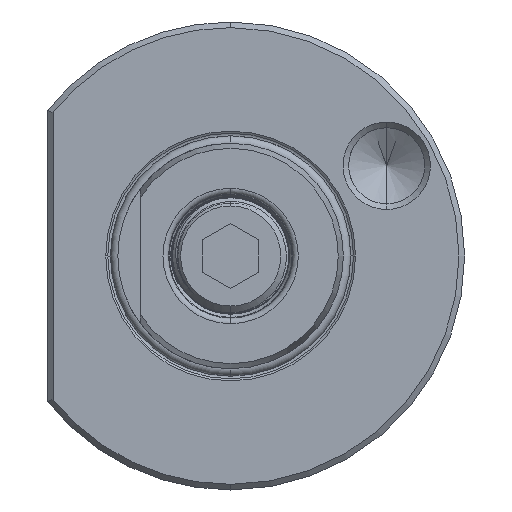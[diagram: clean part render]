
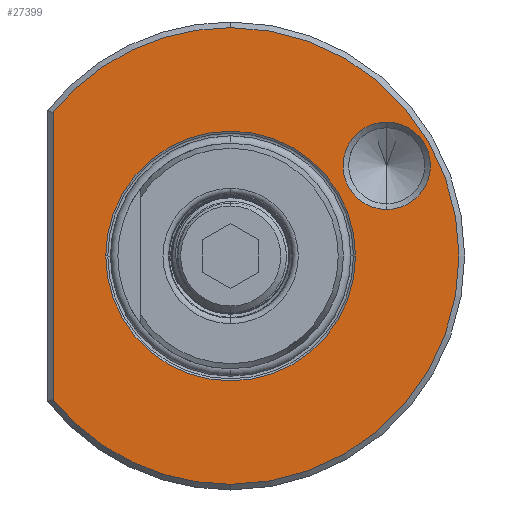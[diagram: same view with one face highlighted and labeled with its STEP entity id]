
A CAD part, left-side view. The second image highlights one B-rep face of the part: STEP entity #27399.
In plain terms, the highlighted planar face has unit normal (-1, 0, 0).
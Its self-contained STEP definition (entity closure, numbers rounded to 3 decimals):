
#719 = CARTESIAN_POINT ( 'NONE',  ( 2., 0., 0. ) ) ;
#733 = DIRECTION ( 'NONE',  ( -1., 0., 0. ) ) ;
#739 = DIRECTION ( 'NONE',  ( 0., 0., 1. ) ) ;
#2500 = VERTEX_POINT ( 'NONE', #43157 ) ;
#2589 = VERTEX_POINT ( 'NONE', #41479 ) ;
#2602 = VERTEX_POINT ( 'NONE', #41433 ) ;
#2621 = VERTEX_POINT ( 'NONE', #41472 ) ;
#2916 = VERTEX_POINT ( 'NONE', #41606 ) ;
#3042 = VERTEX_POINT ( 'NONE', #41626 ) ;
#3079 = VERTEX_POINT ( 'NONE', #41669 ) ;
#3296 = VERTEX_POINT ( 'NONE', #41813 ) ;
#3412 = FACE_BOUND ( 'NONE', #32154, .T. ) ;
#3435 = FACE_BOUND ( 'NONE', #32157, .T. ) ;
#3498 = FACE_OUTER_BOUND ( 'NONE', #32007, .T. ) ;
#11025 = DIRECTION ( 'NONE',  ( 1., 0., 0. ) ) ;
#11040 = DIRECTION ( 'NONE',  ( 0., 0., 1. ) ) ;
#11055 = CARTESIAN_POINT ( 'NONE',  ( 2., -27.68, 16. ) ) ;
#13047 = CARTESIAN_POINT ( 'NONE',  ( 2., 31.5, 0. ) ) ;
#13258 = DIRECTION ( 'NONE',  ( 0., 0., -1. ) ) ;
#14450 = CARTESIAN_POINT ( 'NONE',  ( 2., 0., 0. ) ) ;
#14464 = DIRECTION ( 'NONE',  ( 0., 1., 0. ) ) ;
#14486 = DIRECTION ( 'NONE',  ( 1., 0., 0. ) ) ;
#17601 = CARTESIAN_POINT ( 'NONE',  ( 2., 0., 0. ) ) ;
#17619 = DIRECTION ( 'NONE',  ( -1., 0., 0. ) ) ;
#17623 = DIRECTION ( 'NONE',  ( 0., 0., 1. ) ) ;
#19989 = CARTESIAN_POINT ( 'NONE',  ( 2., 0., 0. ) ) ;
#19997 = DIRECTION ( 'NONE',  ( -1., 0., 0. ) ) ;
#20025 = DIRECTION ( 'NONE',  ( 0., 0., 1. ) ) ;
#21615 = DIRECTION ( 'NONE',  ( 0., 1., 0. ) ) ;
#21622 = DIRECTION ( 'NONE',  ( 1., 0., 0. ) ) ;
#21640 = CARTESIAN_POINT ( 'NONE',  ( 2., 0., 0. ) ) ;
#22475 = DIRECTION ( 'NONE',  ( 1., 0., 0. ) ) ;
#22486 = CARTESIAN_POINT ( 'NONE',  ( 2., -27.68, 16. ) ) ;
#22495 = DIRECTION ( 'NONE',  ( 0., 0., 1. ) ) ;
#26835 = AXIS2_PLACEMENT_3D ( 'NONE', #21640, #21622, #21615 ) ;
#26837 = AXIS2_PLACEMENT_3D ( 'NONE', #22486, #22475, #22495 ) ;
#26893 = AXIS2_PLACEMENT_3D ( 'NONE', #17601, #17619, #17623 ) ;
#26896 = AXIS2_PLACEMENT_3D ( 'NONE', #11055, #11025, #11040 ) ;
#26922 = AXIS2_PLACEMENT_3D ( 'NONE', #14450, #14486, #14464 ) ;
#26930 = AXIS2_PLACEMENT_3D ( 'NONE', #19989, #19997, #20025 ) ;
#26948 = AXIS2_PLACEMENT_3D ( 'NONE', #719, #733, #739 ) ;
#27399 = ADVANCED_FACE ( 'NONE', ( #3435, #3412, #3498 ), #42501, .T. ) ;
#32007 = EDGE_LOOP ( 'NONE', ( #34764, #34762, #34770, #34752 ) ) ;
#32154 = EDGE_LOOP ( 'NONE', ( #34809, #34724 ) ) ;
#32157 = EDGE_LOOP ( 'NONE', ( #34746, #34732 ) ) ;
#32636 = CIRCLE ( 'NONE', #26837, 7.75 ) ;
#32704 = CIRCLE ( 'NONE', #26835, 22.15 ) ;
#32849 = CIRCLE ( 'NONE', #26893, 40.5 ) ;
#32928 = VECTOR ( 'NONE', #13258, 1000. ) ;
#32943 = CIRCLE ( 'NONE', #26922, 22.15 ) ;
#32948 = LINE ( 'NONE', #13047, #32928 ) ;
#32992 = CIRCLE ( 'NONE', #26896, 7.75 ) ;
#33087 = CIRCLE ( 'NONE', #26930, 40.5 ) ;
#33125 = CIRCLE ( 'NONE', #26948, 40.5 ) ;
#34724 = ORIENTED_EDGE ( 'NONE', *, *, #43927, .T. ) ;
#34732 = ORIENTED_EDGE ( 'NONE', *, *, #43867, .T. ) ;
#34746 = ORIENTED_EDGE ( 'NONE', *, *, #43686, .T. ) ;
#34752 = ORIENTED_EDGE ( 'NONE', *, *, #43894, .T. ) ;
#34762 = ORIENTED_EDGE ( 'NONE', *, *, #44068, .T. ) ;
#34764 = ORIENTED_EDGE ( 'NONE', *, *, #43849, .T. ) ;
#34770 = ORIENTED_EDGE ( 'NONE', *, *, #45880, .T. ) ;
#34809 = ORIENTED_EDGE ( 'NONE', *, *, #43637, .T. ) ;
#41433 = CARTESIAN_POINT ( 'NONE',  ( 2., -22.15, 0. ) ) ;
#41472 = CARTESIAN_POINT ( 'NONE',  ( 2., -27.68, 8.25 ) ) ;
#41479 = CARTESIAN_POINT ( 'NONE',  ( 2., -27.68, 23.75 ) ) ;
#41606 = CARTESIAN_POINT ( 'NONE',  ( 2., 0., 40.5 ) ) ;
#41626 = CARTESIAN_POINT ( 'NONE',  ( 2., 0., -40.5 ) ) ;
#41669 = CARTESIAN_POINT ( 'NONE',  ( 2., 31.5, 25.456 ) ) ;
#41813 = CARTESIAN_POINT ( 'NONE',  ( 2., 31.5, -25.456 ) ) ;
#42488 = CARTESIAN_POINT ( 'NONE',  ( 2., 20., 0. ) ) ;
#42497 = DIRECTION ( 'NONE',  ( 0., 0., 1. ) ) ;
#42501 = PLANE ( 'NONE',  #44154 ) ;
#42539 = DIRECTION ( 'NONE',  ( -1., 0., 0. ) ) ;
#43157 = CARTESIAN_POINT ( 'NONE',  ( 2., 22.15, 0. ) ) ;
#43637 = EDGE_CURVE ( 'NONE', #2589, #2621, #32636, .T. ) ;
#43686 = EDGE_CURVE ( 'NONE', #2602, #2500, #32704, .T. ) ;
#43849 = EDGE_CURVE ( 'NONE', #3296, #3042, #32849, .T. ) ;
#43867 = EDGE_CURVE ( 'NONE', #2500, #2602, #32943, .T. ) ;
#43894 = EDGE_CURVE ( 'NONE', #3079, #3296, #32948, .T. ) ;
#43927 = EDGE_CURVE ( 'NONE', #2621, #2589, #32992, .T. ) ;
#44068 = EDGE_CURVE ( 'NONE', #3042, #2916, #33087, .T. ) ;
#44154 = AXIS2_PLACEMENT_3D ( 'NONE', #42488, #42539, #42497 ) ;
#45880 = EDGE_CURVE ( 'NONE', #2916, #3079, #33125, .T. ) ;
